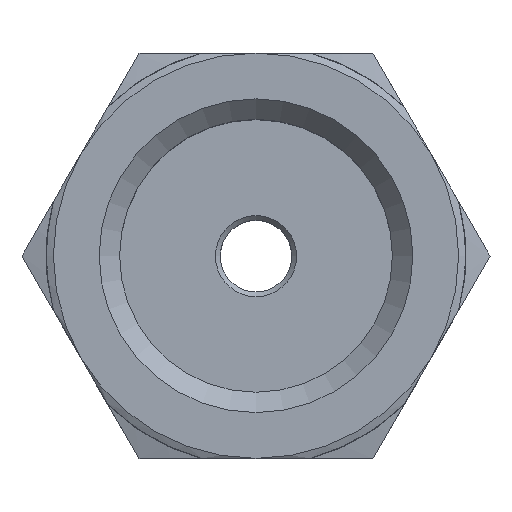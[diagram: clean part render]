
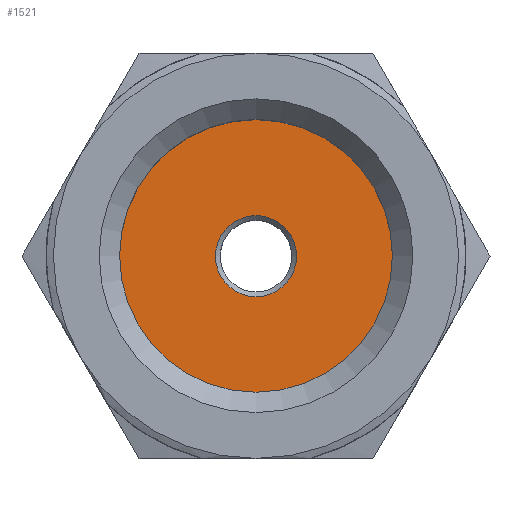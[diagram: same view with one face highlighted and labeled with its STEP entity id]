
A CAD part, top view. The second image highlights one B-rep face of the part: STEP entity #1521.
In plain terms, the highlighted planar face has unit normal (0, 0, 1).
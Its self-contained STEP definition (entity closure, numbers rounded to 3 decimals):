
#102=PLANE('',#1647);
#156=CIRCLE('',#1646,5.723);
#157=CIRCLE('',#1648,1.7);
#274=ORIENTED_EDGE('',*,*,#535,.T.);
#275=ORIENTED_EDGE('',*,*,#534,.F.);
#534=EDGE_CURVE('',#668,#668,#156,.T.);
#535=EDGE_CURVE('',#669,#669,#157,.T.);
#668=VERTEX_POINT('',#2240);
#669=VERTEX_POINT('',#2243);
#836=EDGE_LOOP('',(#274));
#837=EDGE_LOOP('',(#275));
#946=FACE_BOUND('',#836,.T.);
#947=FACE_BOUND('',#837,.T.);
#1521=ADVANCED_FACE('',(#946,#947),#102,.T.);
#1646=AXIS2_PLACEMENT_3D('',#2239,#1859,#1860);
#1647=AXIS2_PLACEMENT_3D('',#2241,#1861,#1862);
#1648=AXIS2_PLACEMENT_3D('',#2242,#1863,#1864);
#1859=DIRECTION('',(0.,0.,-1.));
#1860=DIRECTION('',(-1.,0.,0.));
#1861=DIRECTION('',(0.,0.,1.));
#1862=DIRECTION('',(1.,0.,0.));
#1863=DIRECTION('',(0.,0.,-1.));
#1864=DIRECTION('',(-1.,0.,0.));
#2239=CARTESIAN_POINT('',(0.,0.,-9.5));
#2240=CARTESIAN_POINT('',(-5.723,0.,-9.5));
#2241=CARTESIAN_POINT('',(0.,5.723,-9.5));
#2242=CARTESIAN_POINT('',(0.,0.,-9.5));
#2243=CARTESIAN_POINT('',(-1.7,0.,-9.5));
